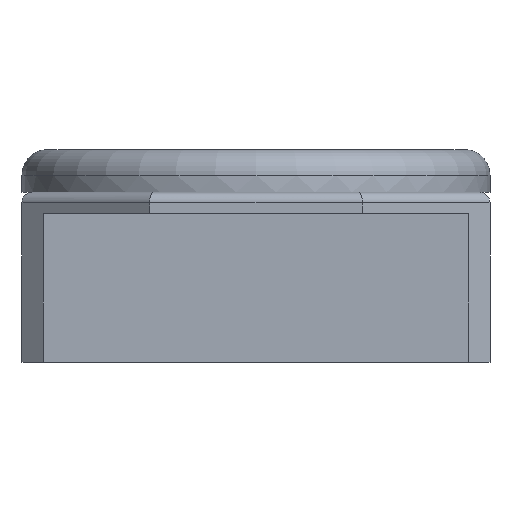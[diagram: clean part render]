
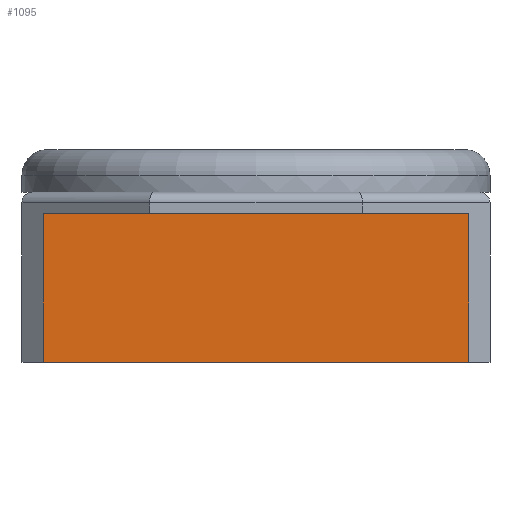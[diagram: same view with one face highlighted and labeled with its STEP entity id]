
A CAD part, left-side view. The second image highlights one B-rep face of the part: STEP entity #1095.
In plain terms, the highlighted planar face has unit normal (-1, 0, 0).
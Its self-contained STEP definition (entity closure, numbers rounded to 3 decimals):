
#13=DIRECTION('',(0.,0.,1.));
#27=VECTOR('',#13,1.);
#148=DIRECTION('',(1.,0.,0.));
#212=VECTOR('',#213,1.);
#213=DIRECTION('',(0.,-1.,0.));
#841=VERTEX_POINT('',#842);
#842=CARTESIAN_POINT('',(-1.35,-1.,0.01));
#847=VERTEX_POINT('',#848);
#848=CARTESIAN_POINT('',(-1.35,1.,0.01));
#851=EDGE_CURVE('',#847,#841,#852,.T.);
#852=LINE('',#848,#212);
#931=VERTEX_POINT('',#932);
#932=CARTESIAN_POINT('',(-1.35,1.,0.71));
#935=EDGE_CURVE('',#847,#931,#936,.T.);
#936=LINE('',#848,#27);
#1080=EDGE_CURVE('',#841,#1081,#1083,.T.);
#1081=VERTEX_POINT('',#1082);
#1082=CARTESIAN_POINT('',(-1.35,-1.,0.71));
#1083=LINE('',#842,#27);
#1095=ADVANCED_FACE('',(#1096),#1104,.F.);
#1096=FACE_BOUND('',#1097,.F.);
#1097=EDGE_LOOP('',(#1098,#1099,#1102,#1103));
#1098=ORIENTED_EDGE('',*,*,#935,.T.);
#1099=ORIENTED_EDGE('',*,*,#1100,.T.);
#1100=EDGE_CURVE('',#931,#1081,#1101,.T.);
#1101=LINE('',#932,#212);
#1102=ORIENTED_EDGE('',*,*,#1080,.F.);
#1103=ORIENTED_EDGE('',*,*,#851,.F.);
#1104=PLANE('',#1105);
#1105=AXIS2_PLACEMENT_3D('',#848,#148,#213);
